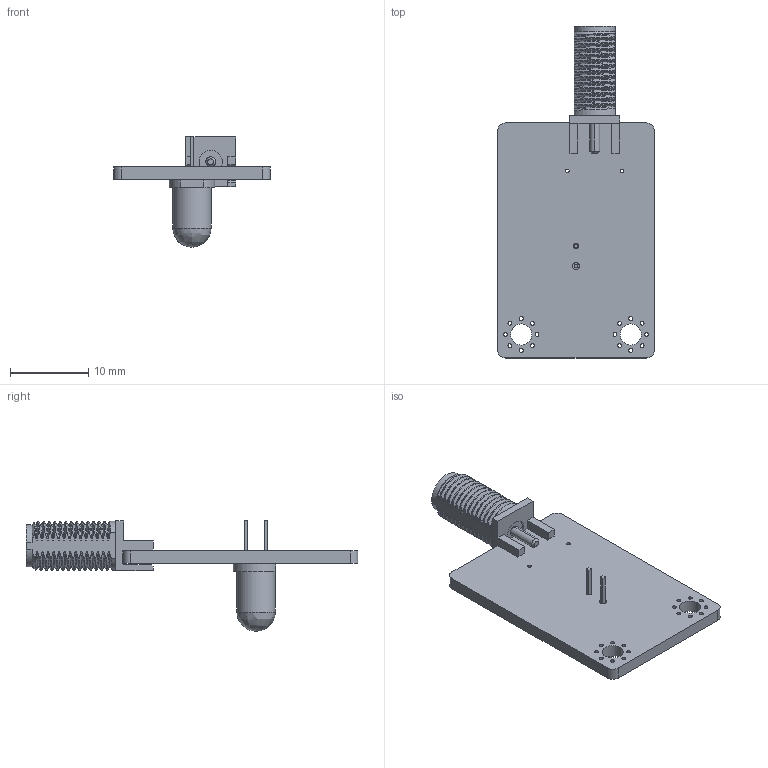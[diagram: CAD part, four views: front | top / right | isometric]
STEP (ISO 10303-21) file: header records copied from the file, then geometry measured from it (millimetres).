
FILE_DESCRIPTION(('KiCad electronic assembly'),'2;1');
FILE_NAME('SFH203_photodetector.step','2022-11-01T20:46:52',('Pcbnew'),( 'Kicad'),'Open CASCADE STEP processor 7.6','KiCad to STEP converter' ,'Unknown');
FILE_SCHEMA(('AUTOMOTIVE_DESIGN { 1 0 10303 214 1 1 1 1 }'));
Length unit declared in the file: millimetre
Products named in the file (6): SFH203_photodetector 1; 732512120; SOLID; LED_D5.0mm_IRBlack; SFH203_photodetector PCB
Assembly tree (5 placements, depth 3):
  SFH203_photodetector 1
    732512120
      SOLID
    LED_D5.0mm_IRBlack
      SOLID
    SFH203_photodetector PCB
Bounding box: 20 x 42.38 x 14.1 mm (x, y, z)
Volume: 1407.7 mm3; surface area: 2099.1 mm2
Topology: 3 solids, 3 shells, 235 faces, 888 edges, 665 vertices
Faces by surface type: bspline 203, cylinder 26, plane 6
Full cylindrical faces by diameter (mm): 0.46 x2, 0.5 x16, 0.7 x1, 0.9 x1, 2.7 x2
Entity records: 24333 total; most frequent: CARTESIAN_POINT 12215, B_SPLINE_CURVE_WITH_KNOTS 2280, ORIENTED_EDGE 1770, PCURVE 1770, DEFINITIONAL_REPRESENTATION 1770, EDGE_CURVE 885, SURFACE_CURVE 861, VERTEX_POINT 665
